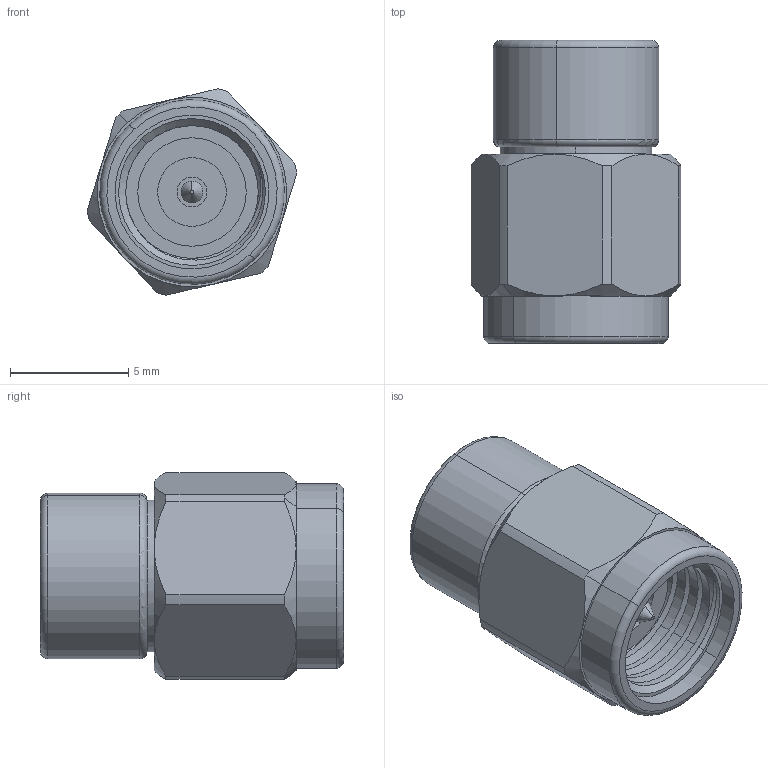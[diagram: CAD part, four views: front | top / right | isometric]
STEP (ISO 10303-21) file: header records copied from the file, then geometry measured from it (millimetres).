
FILE_DESCRIPTION (( 'STEP AP214' ), '1' );
FILE_NAME ('CM-KM-33-2-2, Defeatured.STEP', '2025-09-05T19:54:38', ( '' ), ( '' ), 'SwSTEP 2.0', 'SolidWorks 2021', '' );
FILE_SCHEMA (( 'AUTOMOTIVE_DESIGN' ));
Length unit declared in the file: inch
Products named in the file (1): CM-KM-33-2-2, Defeatured
Bounding box: 8.86 x 12.8 x 8.72 mm (x, y, z)
Volume: 455.5 mm3; surface area: 761.2 mm2
Topology: 3 solids, 3 shells, 96 faces, 214 edges, 134 vertices
Faces by surface type: cylinder 44, cone 22, plane 22, torus 6, bspline 2
Entity records: 4999 total; most frequent: CARTESIAN_POINT 1597, DIRECTION 459, ORIENTED_EDGE 428, EDGE_CURVE 214, AXIS2_PLACEMENT_3D 200, VERTEX_POINT 134, EDGE_LOOP 108, CIRCLE 105
